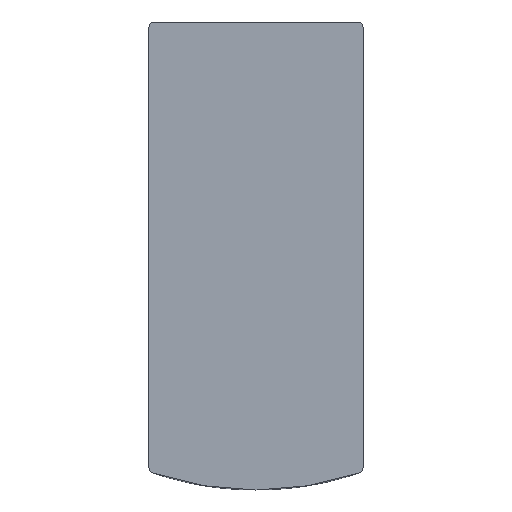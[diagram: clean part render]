
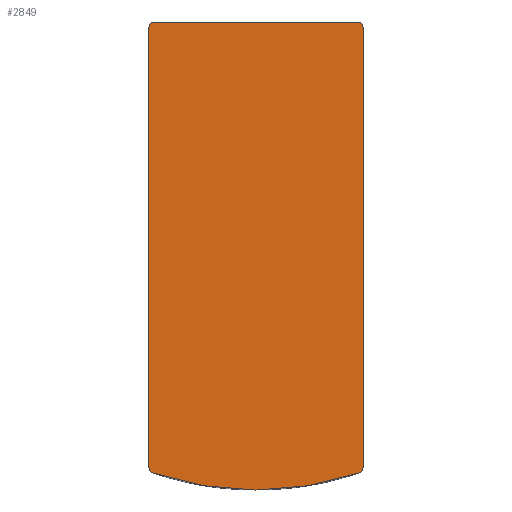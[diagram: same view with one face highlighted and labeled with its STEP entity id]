
A CAD part, front view. The second image highlights one B-rep face of the part: STEP entity #2849.
In plain terms, the highlighted planar face has unit normal (0, -1, 0).
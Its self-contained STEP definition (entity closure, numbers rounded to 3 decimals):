
#93=PLANE('',#3910);
#183=LINE('',#5191,#405);
#187=LINE('',#5207,#409);
#191=LINE('',#5226,#413);
#405=VECTOR('',#4245,1000.);
#409=VECTOR('',#4261,1000.);
#413=VECTOR('',#4283,1000.);
#623=CIRCLE('',#3883,30.);
#625=CIRCLE('',#3886,0.5);
#628=CIRCLE('',#3891,0.5);
#632=CIRCLE('',#3897,0.5);
#634=CIRCLE('',#3900,0.5);
#815=ORIENTED_EDGE('',*,*,#1550,.F.);
#816=ORIENTED_EDGE('',*,*,#1573,.F.);
#817=ORIENTED_EDGE('',*,*,#1568,.F.);
#818=ORIENTED_EDGE('',*,*,#1545,.F.);
#819=ORIENTED_EDGE('',*,*,#1566,.F.);
#820=ORIENTED_EDGE('',*,*,#1563,.F.);
#821=ORIENTED_EDGE('',*,*,#1558,.F.);
#822=ORIENTED_EDGE('',*,*,#1555,.F.);
#1545=EDGE_CURVE('',#1935,#1936,#623,.T.);
#1550=EDGE_CURVE('',#1940,#1941,#625,.T.);
#1555=EDGE_CURVE('',#1941,#1945,#183,.T.);
#1558=EDGE_CURVE('',#1945,#1947,#628,.T.);
#1563=EDGE_CURVE('',#1947,#1951,#187,.T.);
#1566=EDGE_CURVE('',#1951,#1935,#632,.T.);
#1568=EDGE_CURVE('',#1936,#1953,#634,.T.);
#1573=EDGE_CURVE('',#1953,#1940,#191,.T.);
#1935=VERTEX_POINT('',#5152);
#1936=VERTEX_POINT('',#5153);
#1940=VERTEX_POINT('',#5181);
#1941=VERTEX_POINT('',#5182);
#1945=VERTEX_POINT('',#5192);
#1947=VERTEX_POINT('',#5198);
#1951=VERTEX_POINT('',#5208);
#1953=VERTEX_POINT('',#5217);
#2257=EDGE_LOOP('',(#815,#816,#817,#818,#819,#820,#821,#822));
#2526=FACE_BOUND('',#2257,.T.);
#2849=ADVANCED_FACE('',(#2526),#93,.F.);
#3883=AXIS2_PLACEMENT_3D('',#5151,#4227,#4228);
#3886=AXIS2_PLACEMENT_3D('',#5180,#4235,#4236);
#3891=AXIS2_PLACEMENT_3D('',#5197,#4250,#4251);
#3897=AXIS2_PLACEMENT_3D('',#5213,#4266,#4267);
#3900=AXIS2_PLACEMENT_3D('',#5216,#4272,#4273);
#3910=AXIS2_PLACEMENT_3D('',#5237,#4295,#4296);
#4227=DIRECTION('',(0.,1.,0.));
#4228=DIRECTION('',(1.,0.,0.));
#4235=DIRECTION('',(0.,1.,0.));
#4236=DIRECTION('',(1.,0.,0.));
#4245=DIRECTION('',(0.,0.,1.));
#4250=DIRECTION('',(0.,1.,0.));
#4251=DIRECTION('',(1.,0.,0.));
#4261=DIRECTION('',(1.,0.,0.));
#4266=DIRECTION('',(0.,1.,0.));
#4267=DIRECTION('',(1.,0.,0.));
#4272=DIRECTION('',(0.,1.,0.));
#4273=DIRECTION('',(1.,0.,0.));
#4283=DIRECTION('',(-1.,0.,0.));
#4295=DIRECTION('',(0.,1.,0.));
#4296=DIRECTION('',(0.,0.,1.));
#5151=CARTESIAN_POINT('',(-7.284,0.,0.));
#5152=CARTESIAN_POINT('',(21.118,0.,9.661));
#5153=CARTESIAN_POINT('',(21.118,0.,-9.661));
#5180=CARTESIAN_POINT('',(-20.5,0.,-9.5));
#5181=CARTESIAN_POINT('',(-20.5,0.,-10.));
#5182=CARTESIAN_POINT('',(-21.,0.,-9.5));
#5191=CARTESIAN_POINT('',(-21.,0.,-9.5));
#5192=CARTESIAN_POINT('',(-21.,0.,9.5));
#5197=CARTESIAN_POINT('',(-20.5,0.,9.5));
#5198=CARTESIAN_POINT('',(-20.5,0.,10.));
#5207=CARTESIAN_POINT('',(-20.5,0.,10.));
#5208=CARTESIAN_POINT('',(20.644,0.,10.));
#5213=CARTESIAN_POINT('',(20.644,0.,9.5));
#5216=CARTESIAN_POINT('',(20.644,0.,-9.5));
#5217=CARTESIAN_POINT('',(20.644,0.,-10.));
#5226=CARTESIAN_POINT('',(20.644,0.,-10.));
#5237=CARTESIAN_POINT('',(-20.5,0.,-9.5));
